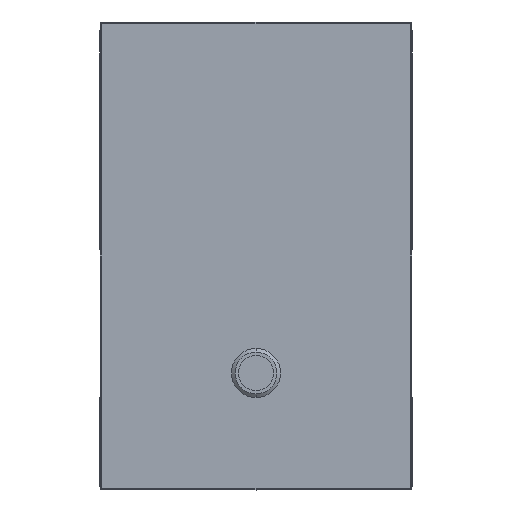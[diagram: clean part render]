
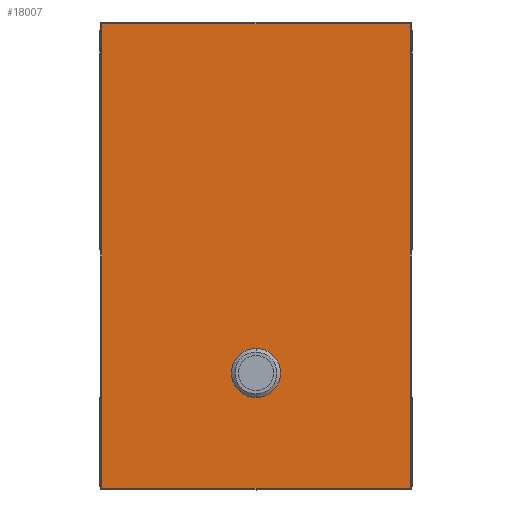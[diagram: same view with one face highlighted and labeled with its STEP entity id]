
A CAD part, front view. The second image highlights one B-rep face of the part: STEP entity #18007.
In plain terms, the highlighted planar face has unit normal (0, -1, 0).
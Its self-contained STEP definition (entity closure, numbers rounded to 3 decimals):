
#17806=CARTESIAN_POINT('',(393.,-40.,-293.));
#17807=DIRECTION('',(0.,-1.,0.));
#17808=DIRECTION('',(0.,0.,-1.));
#17809=AXIS2_PLACEMENT_3D('',#17806,#17807,#17808);
#17811=DIRECTION('',(1.,0.,0.));
#17812=VECTOR('',#17811,786.);
#17813=CARTESIAN_POINT('',(-393.,-40.,-296.));
#17814=LINE('',#17813,#17812);
#17815=CARTESIAN_POINT('',(-393.,-40.,-293.));
#17816=DIRECTION('',(0.,-1.,0.));
#17817=DIRECTION('',(-1.,0.,0.));
#17818=AXIS2_PLACEMENT_3D('',#17815,#17816,#17817);
#17820=DIRECTION('',(0.,0.,-1.));
#17821=VECTOR('',#17820,1186.);
#17822=CARTESIAN_POINT('',(-396.,-40.,893.));
#17823=LINE('',#17822,#17821);
#17824=CARTESIAN_POINT('',(-393.,-40.,893.));
#17825=DIRECTION('',(0.,-1.,0.));
#17826=DIRECTION('',(0.,0.,1.));
#17827=AXIS2_PLACEMENT_3D('',#17824,#17825,#17826);
#17829=DIRECTION('',(-1.,0.,0.));
#17830=VECTOR('',#17829,786.);
#17831=CARTESIAN_POINT('',(393.,-40.,896.));
#17832=LINE('',#17831,#17830);
#17833=CARTESIAN_POINT('',(393.,-40.,893.));
#17834=DIRECTION('',(0.,-1.,0.));
#17835=DIRECTION('',(1.,0.,0.));
#17836=AXIS2_PLACEMENT_3D('',#17833,#17834,#17835);
#17838=DIRECTION('',(0.,0.,1.));
#17839=VECTOR('',#17838,1186.);
#17840=CARTESIAN_POINT('',(396.,-40.,-293.));
#17841=LINE('',#17840,#17839);
#17842=CARTESIAN_POINT('',(0.,-40.,0.));
#17843=DIRECTION('',(0.,-1.,0.));
#17844=DIRECTION('',(0.,0.,1.));
#17845=AXIS2_PLACEMENT_3D('',#17842,#17843,#17844);
#17847=CARTESIAN_POINT('',(0.,-40.,0.));
#17848=DIRECTION('',(0.,-1.,0.));
#17849=DIRECTION('',(0.,0.,-1.));
#17850=AXIS2_PLACEMENT_3D('',#17847,#17848,#17849);
#17938=CARTESIAN_POINT('',(393.,-40.,-296.));
#17939=CARTESIAN_POINT('',(396.,-40.,-293.));
#17940=VERTEX_POINT('',#17938);
#17941=VERTEX_POINT('',#17939);
#17942=CARTESIAN_POINT('',(396.,-40.,893.));
#17943=VERTEX_POINT('',#17942);
#17944=CARTESIAN_POINT('',(393.,-40.,896.));
#17945=VERTEX_POINT('',#17944);
#17946=CARTESIAN_POINT('',(-393.,-40.,896.));
#17947=VERTEX_POINT('',#17946);
#17948=CARTESIAN_POINT('',(-396.,-40.,893.));
#17949=VERTEX_POINT('',#17948);
#17950=CARTESIAN_POINT('',(-396.,-40.,-293.));
#17951=VERTEX_POINT('',#17950);
#17952=CARTESIAN_POINT('',(-393.,-40.,-296.));
#17953=VERTEX_POINT('',#17952);
#17970=CARTESIAN_POINT('',(0.,-40.,62.921));
#17971=CARTESIAN_POINT('',(0.,-40.,-62.921));
#17972=VERTEX_POINT('',#17970);
#17973=VERTEX_POINT('',#17971);
#17978=CARTESIAN_POINT('',(0.,-40.,0.));
#17979=DIRECTION('',(0.,-1.,0.));
#17980=DIRECTION('',(-1.,0.,0.));
#17981=AXIS2_PLACEMENT_3D('',#17978,#17979,#17980);
#17982=PLANE('',#17981);
#17984=ORIENTED_EDGE('',*,*,#17983,.F.);
#17986=ORIENTED_EDGE('',*,*,#17985,.F.);
#17988=ORIENTED_EDGE('',*,*,#17987,.F.);
#17990=ORIENTED_EDGE('',*,*,#17989,.F.);
#17992=ORIENTED_EDGE('',*,*,#17991,.F.);
#17994=ORIENTED_EDGE('',*,*,#17993,.F.);
#17996=ORIENTED_EDGE('',*,*,#17995,.F.);
#17998=ORIENTED_EDGE('',*,*,#17997,.F.);
#17999=EDGE_LOOP('',(#17984,#17986,#17988,#17990,#17992,#17994,#17996,#17998));
#18000=FACE_OUTER_BOUND('',#17999,.F.);
#18002=ORIENTED_EDGE('',*,*,#18001,.T.);
#18004=ORIENTED_EDGE('',*,*,#18003,.T.);
#18005=EDGE_LOOP('',(#18002,#18004));
#18006=FACE_BOUND('',#18005,.F.);
#18007=ADVANCED_FACE('',(#18000,#18006),#17982,.T.);
#17810=CIRCLE('',#17809,3.);
#17819=CIRCLE('',#17818,3.);
#17828=CIRCLE('',#17827,3.);
#17837=CIRCLE('',#17836,3.);
#17846=CIRCLE('',#17845,62.921);
#17851=CIRCLE('',#17850,62.921);
#17983=EDGE_CURVE('',#17940,#17941,#17810,.T.);
#17985=EDGE_CURVE('',#17953,#17940,#17814,.T.);
#17987=EDGE_CURVE('',#17951,#17953,#17819,.T.);
#17989=EDGE_CURVE('',#17949,#17951,#17823,.T.);
#17991=EDGE_CURVE('',#17947,#17949,#17828,.T.);
#17993=EDGE_CURVE('',#17945,#17947,#17832,.T.);
#17995=EDGE_CURVE('',#17943,#17945,#17837,.T.);
#17997=EDGE_CURVE('',#17941,#17943,#17841,.T.);
#18001=EDGE_CURVE('',#17972,#17973,#17846,.T.);
#18003=EDGE_CURVE('',#17973,#17972,#17851,.T.);
